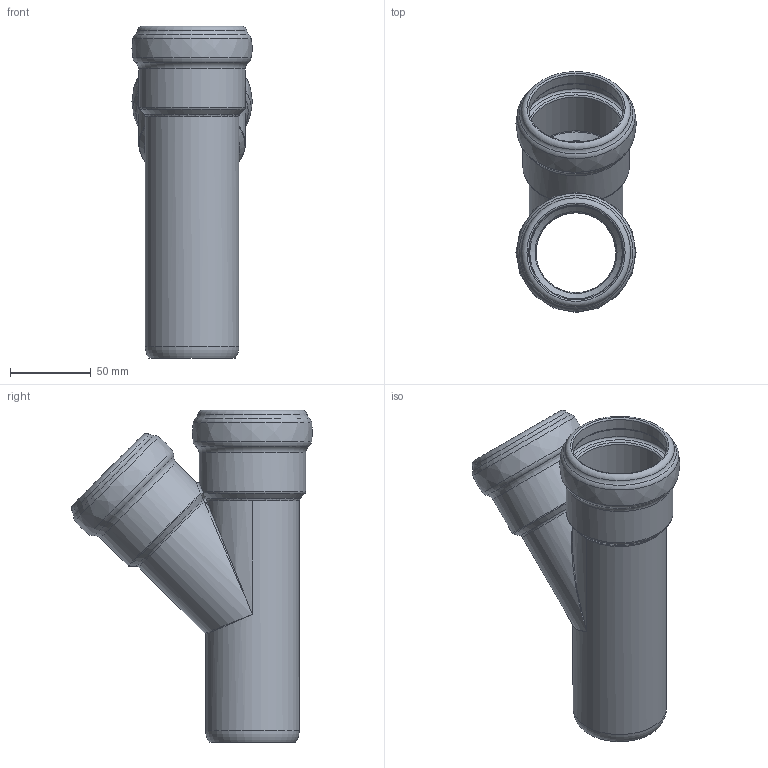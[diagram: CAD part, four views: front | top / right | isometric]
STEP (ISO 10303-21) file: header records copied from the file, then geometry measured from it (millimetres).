
FILE_DESCRIPTION(/* description */ (''),/* implementation_level */ '2;1');
FILE_NAME(/* name */ '332200 SKOLANsafeEA Abzweiger DN_OD 58_58_45°.stp',/* time_stamp */ '2018-01-09T09:05:42+01:00',/* author */ ('user1'),/* organization */ (''),/* preprocessor_version */ 'ST-DEVELOPER v16.1',/* originating_system */ 'Autodesk Inventor 2016',/* authorisation */ '');
FILE_SCHEMA (('AUTOMOTIVE_DESIGN { 1 0 10303 214 3 1 1 }'));
Length unit declared in the file: millimetre
Products named in the file (1): 332200 SKOLANsafeEA Abzweiger DN_OD 58_58_45°
Bounding box: 74.34 x 149.24 x 205.6 mm (x, y, z)
Volume: 219011.5 mm3; surface area: 108354.6 mm2
Topology: 1 solids, 1 shells, 57 faces, 145 edges, 83 vertices
Faces by surface type: torus 29, cylinder 13, cone 8, bspline 6, plane 1
Full cylindrical faces by diameter (mm): 49.6 x2, 58 x1, 58.5 x2, 58.8 x2, 66.1 x2, 67.6 x2
Entity records: 11376 total; most frequent: CARTESIAN_POINT 10241, DIRECTION 248, ORIENTED_EDGE 178, AXIS2_PLACEMENT_3D 124, EDGE_LOOP 100, EDGE_CURVE 89, VERTEX_POINT 75, FACE_OUTER_BOUND 56
